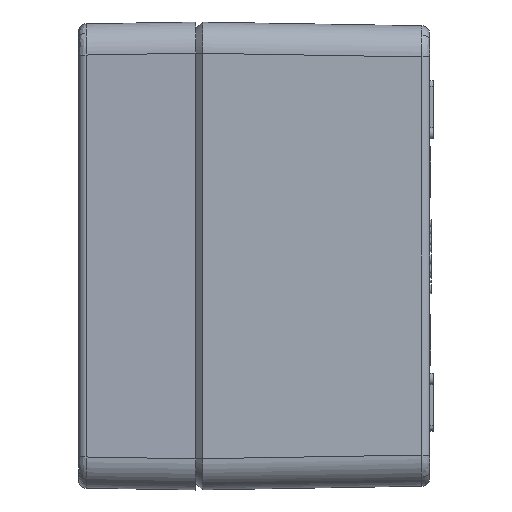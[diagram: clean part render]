
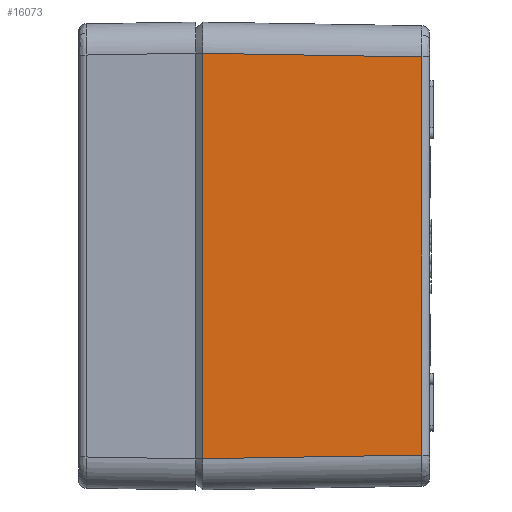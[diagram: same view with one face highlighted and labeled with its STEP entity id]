
A CAD part, left-side view. The second image highlights one B-rep face of the part: STEP entity #16073.
In plain terms, the highlighted planar face has unit normal (-1, -0.017, 0).
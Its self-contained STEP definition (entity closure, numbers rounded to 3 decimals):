
#9129 = FACE_OUTER_BOUND ( 'NONE', #37976, .T. ) ;
#9203 = LINE ( 'NONE', #23108, #20963 ) ;
#9204 = LINE ( 'NONE', #23124, #20964 ) ;
#9205 = LINE ( 'NONE', #23129, #20965 ) ;
#9206 = LINE ( 'NONE', #23134, #20966 ) ;
#16073 = ADVANCED_FACE ( 'NONE', ( #9129 ), #46267, .T. ) ;
#16160 = EDGE_CURVE ( 'NONE', #34080, #29416, #9203, .T. ) ;
#16162 = EDGE_CURVE ( 'NONE', #29416, #29417, #9204, .T. ) ;
#16163 = EDGE_CURVE ( 'NONE', #29417, #29418, #9205, .T. ) ;
#16164 = EDGE_CURVE ( 'NONE', #29418, #34080, #9206, .T. ) ;
#18942 = CARTESIAN_POINT ( 'NONE',  ( -109.033, -58.033, 51.034 ) ) ;
#20900 = AXIS2_PLACEMENT_3D ( 'NONE', #46268, #46269, #46270 ) ;
#20963 = VECTOR ( 'NONE', #23110, 1000. ) ;
#20964 = VECTOR ( 'NONE', #23126, 1000. ) ;
#20965 = VECTOR ( 'NONE', #23131, 1000. ) ;
#20966 = VECTOR ( 'NONE', #23136, 1000. ) ;
#23108 = CARTESIAN_POINT ( 'NONE',  ( -109.969, -1.866, 51.97 ) ) ;
#23110 = DIRECTION ( 'NONE',  ( -0.017, 1., 0.017 ) ) ;
#23124 = CARTESIAN_POINT ( 'NONE',  ( -109.97, -1.8, -60. ) ) ;
#23126 = DIRECTION ( 'NONE',  ( 0., 0., -1. ) ) ;
#23129 = CARTESIAN_POINT ( 'NONE',  ( -110.002, 0.133, -52.003 ) ) ;
#23131 = DIRECTION ( 'NONE',  ( 0.017, -1., 0.017 ) ) ;
#23134 = CARTESIAN_POINT ( 'NONE',  ( -109.033, -58.033, 51.001 ) ) ;
#23136 = DIRECTION ( 'NONE',  ( 0., 0., 1. ) ) ;
#29416 = VERTEX_POINT ( 'NONE', #48151 ) ;
#29417 = VERTEX_POINT ( 'NONE', #48152 ) ;
#29418 = VERTEX_POINT ( 'NONE', #48153 ) ;
#33442 = ORIENTED_EDGE ( 'NONE', *, *, #16163, .T. ) ;
#33443 = ORIENTED_EDGE ( 'NONE', *, *, #16160, .T. ) ;
#33444 = ORIENTED_EDGE ( 'NONE', *, *, #16162, .T. ) ;
#33445 = ORIENTED_EDGE ( 'NONE', *, *, #16164, .T. ) ;
#34080 = VERTEX_POINT ( 'NONE', #18942 ) ;
#37976 = EDGE_LOOP ( 'NONE', ( #33443, #33444, #33442, #33445 ) ) ;
#46267 = PLANE ( 'NONE',  #20900 ) ;
#46268 = CARTESIAN_POINT ( 'NONE',  ( -110., 0., -60. ) ) ;
#46269 = DIRECTION ( 'NONE',  ( -1., -0.017, 0. ) ) ;
#46270 = DIRECTION ( 'NONE',  ( 0.017, -1., 0. ) ) ;
#48151 = CARTESIAN_POINT ( 'NONE',  ( -109.97, -1.8, 51.971 ) ) ;
#48152 = CARTESIAN_POINT ( 'NONE',  ( -109.97, -1.8, -51.971 ) ) ;
#48153 = CARTESIAN_POINT ( 'NONE',  ( -109.033, -58.033, -51.034 ) ) ;
